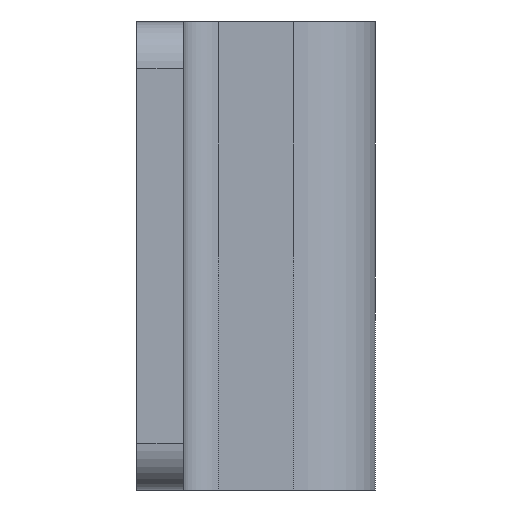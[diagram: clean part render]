
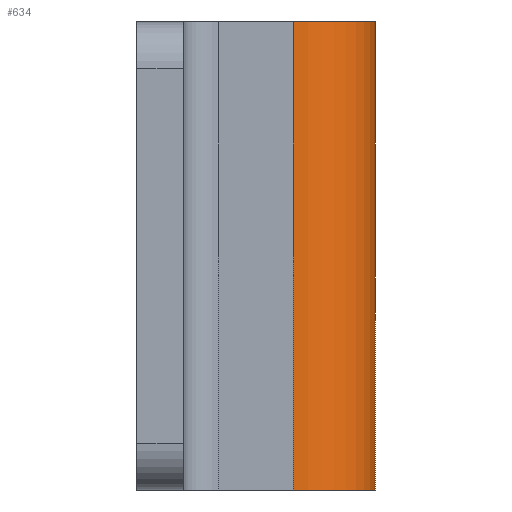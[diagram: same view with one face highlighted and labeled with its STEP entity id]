
A CAD part, front view. The second image highlights one B-rep face of the part: STEP entity #634.
In plain terms, the highlighted cylindrical face has radius 3.5 mm (diameter 7 mm), a partial arc.
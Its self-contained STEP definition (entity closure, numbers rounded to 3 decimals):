
#9 = LINE ( 'NONE', #863, #869 ) ;
#39 = VERTEX_POINT ( 'NONE', #1606 ) ;
#56 = DIRECTION ( 'NONE',  ( 1., 0., 0. ) ) ;
#57 = CARTESIAN_POINT ( 'NONE',  ( -3.5, -20.7, 0. ) ) ;
#63 = AXIS2_PLACEMENT_3D ( 'NONE', #593, #1588, #1115 ) ;
#136 = AXIS2_PLACEMENT_3D ( 'NONE', #57, #951, #1055 ) ;
#159 = VERTEX_POINT ( 'NONE', #320 ) ;
#285 = CARTESIAN_POINT ( 'NONE',  ( -3.5, -20.7, 20. ) ) ;
#318 = VERTEX_POINT ( 'NONE', #1156 ) ;
#320 = CARTESIAN_POINT ( 'NONE',  ( 0., -20.7, 20. ) ) ;
#359 = CARTESIAN_POINT ( 'NONE',  ( -3.5, -24.2, 0. ) ) ;
#366 = DIRECTION ( 'NONE',  ( 0., 0., -1. ) ) ;
#466 = VECTOR ( 'NONE', #1021, 1000. ) ;
#552 = CIRCLE ( 'NONE', #1086, 3.5 ) ;
#559 = EDGE_CURVE ( 'NONE', #318, #1010, #1259, .T. ) ;
#560 = DIRECTION ( 'NONE',  ( 0., 0., 1. ) ) ;
#593 = CARTESIAN_POINT ( 'NONE',  ( -3.5, -20.7, 20. ) ) ;
#612 = ORIENTED_EDGE ( 'NONE', *, *, #559, .F. ) ;
#634 = ADVANCED_FACE ( 'NONE', ( #1092 ), #1369, .T. ) ;
#739 = CARTESIAN_POINT ( 'NONE',  ( 0., -20.7, 20. ) ) ;
#793 = ORIENTED_EDGE ( 'NONE', *, *, #1509, .T. ) ;
#845 = ORIENTED_EDGE ( 'NONE', *, *, #906, .F. ) ;
#863 = CARTESIAN_POINT ( 'NONE',  ( -3.5, -24.2, 20. ) ) ;
#869 = VECTOR ( 'NONE', #366, 1000. ) ;
#906 = EDGE_CURVE ( 'NONE', #39, #159, #552, .T. ) ;
#951 = DIRECTION ( 'NONE',  ( 0., 0., -1. ) ) ;
#989 = ORIENTED_EDGE ( 'NONE', *, *, #1520, .T. ) ;
#1010 = VERTEX_POINT ( 'NONE', #359 ) ;
#1021 = DIRECTION ( 'NONE',  ( 0., 0., 1. ) ) ;
#1055 = DIRECTION ( 'NONE',  ( -1., 0., 0. ) ) ;
#1086 = AXIS2_PLACEMENT_3D ( 'NONE', #285, #560, #56 ) ;
#1089 = EDGE_LOOP ( 'NONE', ( #845, #989, #612, #793 ) ) ;
#1092 = FACE_OUTER_BOUND ( 'NONE', #1089, .T. ) ;
#1115 = DIRECTION ( 'NONE',  ( -1., 0., 0. ) ) ;
#1156 = CARTESIAN_POINT ( 'NONE',  ( 0., -20.7, 0. ) ) ;
#1259 = CIRCLE ( 'NONE', #136, 3.5 ) ;
#1369 = CYLINDRICAL_SURFACE ( 'NONE', #63, 3.5 ) ;
#1509 = EDGE_CURVE ( 'NONE', #318, #159, #1608, .T. ) ;
#1520 = EDGE_CURVE ( 'NONE', #39, #1010, #9, .T. ) ;
#1588 = DIRECTION ( 'NONE',  ( 0., 0., -1. ) ) ;
#1606 = CARTESIAN_POINT ( 'NONE',  ( -3.5, -24.2, 20. ) ) ;
#1608 = LINE ( 'NONE', #739, #466 ) ;
